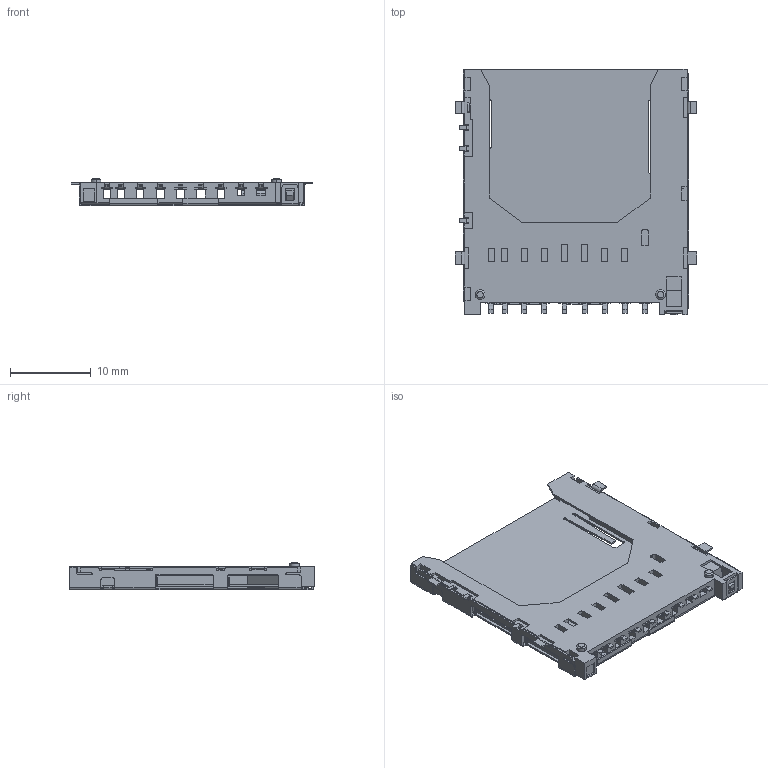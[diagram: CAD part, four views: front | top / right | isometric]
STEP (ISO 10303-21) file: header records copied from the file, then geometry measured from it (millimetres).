
FILE_DESCRIPTION (( 'STEP AP214' ), '1' );
FILE_NAME ('DM1AA-SF-PEJ.step', '2018-01-31T10:25:02', ( '' ), ( '' ), 'SwSTEP 2.0', 'SolidWorks 2018', '' );
FILE_SCHEMA (( 'AUTOMOTIVE_DESIGN' ));
Length unit declared in the file: millimetre
Products named in the file (1): DM1AA-SF-PEJ
Bounding box: 30 x 30.5 x 3.45 mm (x, y, z)
Volume: 638.5 mm3; surface area: 3103.7 mm2
Topology: 1 solids, 1 shells, 930 faces, 2775 edges, 1802 vertices
Faces by surface type: plane 721, cylinder 205, cone 4
Entity records: 33874 total; most frequent: CARTESIAN_POINT 5604, ORIENTED_EDGE 5550, DIRECTION 5012, EDGE_CURVE 2775, VECTOR 2346, LINE 2346, VERTEX_POINT 1802, AXIS2_PLACEMENT_3D 1333
